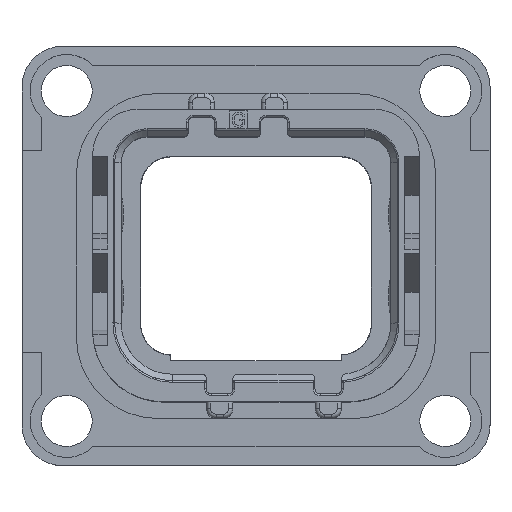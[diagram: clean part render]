
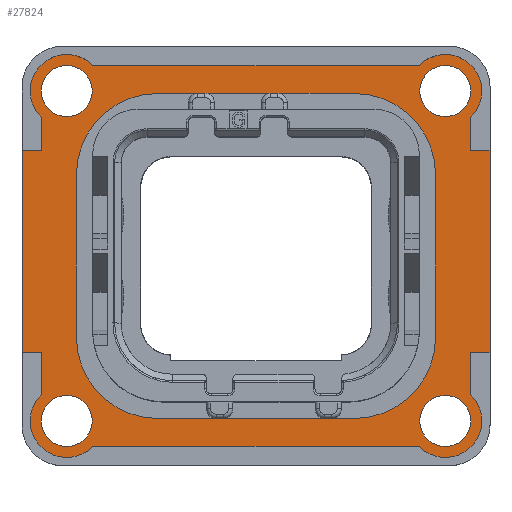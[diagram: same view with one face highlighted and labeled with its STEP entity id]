
A CAD part, top view. The second image highlights one B-rep face of the part: STEP entity #27824.
In plain terms, the highlighted planar face has unit normal (0, 0, 1).
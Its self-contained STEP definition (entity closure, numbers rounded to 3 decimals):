
#97=DIRECTION('',(0.,-1.,0.));
#98=VECTOR('',#97,12.45);
#99=CARTESIAN_POINT('',(-14.4,6.5,1.5));
#100=LINE('',#99,#98);
#160=CARTESIAN_POINT('',(-11.65,10.15,1.5));
#161=DIRECTION('',(0.,0.,1.));
#162=DIRECTION('',(0.716,0.698,0.));
#163=AXIS2_PLACEMENT_3D('',#160,#161,#162);
#173=CARTESIAN_POINT('',(11.65,10.15,1.5));
#174=DIRECTION('',(0.,0.,1.));
#175=DIRECTION('',(0.698,-0.716,0.));
#176=AXIS2_PLACEMENT_3D('',#173,#174,#175);
#183=DIRECTION('',(0.,1.,0.));
#184=VECTOR('',#183,2.588);
#185=CARTESIAN_POINT('',(13.22,-8.538,1.5));
#186=LINE('',#185,#184);
#187=DIRECTION('',(1.,0.,0.));
#188=VECTOR('',#187,20.077);
#189=CARTESIAN_POINT('',(-10.038,-11.72,1.5));
#190=LINE('',#189,#188);
#191=DIRECTION('',(0.,-1.,0.));
#192=VECTOR('',#191,2.588);
#193=CARTESIAN_POINT('',(-13.22,-5.95,1.5));
#194=LINE('',#193,#192);
#195=DIRECTION('',(1.,0.,0.));
#196=VECTOR('',#195,1.18);
#197=CARTESIAN_POINT('',(-14.4,-5.95,1.5));
#198=LINE('',#197,#196);
#199=DIRECTION('',(-1.,0.,0.));
#200=VECTOR('',#199,1.18);
#201=CARTESIAN_POINT('',(-13.22,6.5,1.5));
#202=LINE('',#201,#200);
#203=DIRECTION('',(0.,-1.,0.));
#204=VECTOR('',#203,2.038);
#205=CARTESIAN_POINT('',(-13.22,8.538,1.5));
#206=LINE('',#205,#204);
#207=DIRECTION('',(-1.,0.,0.));
#208=VECTOR('',#207,20.077);
#209=CARTESIAN_POINT('',(10.038,11.72,1.5));
#210=LINE('',#209,#208);
#211=DIRECTION('',(0.,1.,0.));
#212=VECTOR('',#211,2.038);
#213=CARTESIAN_POINT('',(13.22,6.5,1.5));
#214=LINE('',#213,#212);
#215=DIRECTION('',(-1.,0.,0.));
#216=VECTOR('',#215,1.18);
#217=CARTESIAN_POINT('',(14.4,6.5,1.5));
#218=LINE('',#217,#216);
#219=DIRECTION('',(1.,0.,0.));
#220=VECTOR('',#219,1.18);
#221=CARTESIAN_POINT('',(13.22,-5.95,1.5));
#222=LINE('',#221,#220);
#223=CARTESIAN_POINT('',(11.65,-10.15,1.5));
#224=DIRECTION('',(0.,0.,1.));
#225=DIRECTION('',(-1.,0.,0.));
#226=AXIS2_PLACEMENT_3D('',#223,#224,#225);
#228=CARTESIAN_POINT('',(-11.65,-10.15,1.5));
#229=DIRECTION('',(0.,0.,1.));
#230=DIRECTION('',(-1.,0.,0.));
#231=AXIS2_PLACEMENT_3D('',#228,#229,#230);
#233=CARTESIAN_POINT('',(-11.65,10.15,1.5));
#234=DIRECTION('',(0.,0.,1.));
#235=DIRECTION('',(1.,0.,0.));
#236=AXIS2_PLACEMENT_3D('',#233,#234,#235);
#238=CARTESIAN_POINT('',(11.65,10.15,1.5));
#239=DIRECTION('',(0.,0.,1.));
#240=DIRECTION('',(1.,0.,0.));
#241=AXIS2_PLACEMENT_3D('',#238,#239,#240);
#243=CARTESIAN_POINT('',(6.05,5.,1.5));
#244=DIRECTION('',(0.,0.,-1.));
#245=DIRECTION('',(0.,1.,0.));
#246=AXIS2_PLACEMENT_3D('',#243,#244,#245);
#248=DIRECTION('',(1.,0.,0.));
#249=VECTOR('',#248,12.1);
#250=CARTESIAN_POINT('',(-6.05,10.,1.5));
#251=LINE('',#250,#249);
#252=CARTESIAN_POINT('',(-6.05,5.,1.5));
#253=DIRECTION('',(0.,0.,-1.));
#254=DIRECTION('',(-1.,0.,0.));
#255=AXIS2_PLACEMENT_3D('',#252,#253,#254);
#257=DIRECTION('',(0.,1.,0.));
#258=VECTOR('',#257,10.);
#259=CARTESIAN_POINT('',(-11.05,-5.,1.5));
#260=LINE('',#259,#258);
#261=CARTESIAN_POINT('',(-6.05,-5.,1.5));
#262=DIRECTION('',(0.,0.,-1.));
#263=DIRECTION('',(0.,-1.,0.));
#264=AXIS2_PLACEMENT_3D('',#261,#262,#263);
#266=DIRECTION('',(-1.,0.,0.));
#267=VECTOR('',#266,12.1);
#268=CARTESIAN_POINT('',(6.05,-10.,1.5));
#269=LINE('',#268,#267);
#270=CARTESIAN_POINT('',(6.05,-5.,1.5));
#271=DIRECTION('',(0.,0.,-1.));
#272=DIRECTION('',(1.,0.,0.));
#273=AXIS2_PLACEMENT_3D('',#270,#271,#272);
#275=DIRECTION('',(0.,-1.,0.));
#276=VECTOR('',#275,10.);
#277=CARTESIAN_POINT('',(11.05,5.,1.5));
#278=LINE('',#277,#276);
#283=CARTESIAN_POINT('',(11.65,-10.15,1.5));
#284=DIRECTION('',(0.,0.,1.));
#285=DIRECTION('',(-0.716,-0.698,0.));
#286=AXIS2_PLACEMENT_3D('',#283,#284,#285);
#340=CARTESIAN_POINT('',(-11.65,-10.15,1.5));
#341=DIRECTION('',(0.,0.,1.));
#342=DIRECTION('',(-0.698,0.716,0.));
#343=AXIS2_PLACEMENT_3D('',#340,#341,#342);
#369=DIRECTION('',(0.,1.,0.));
#370=VECTOR('',#369,12.45);
#371=CARTESIAN_POINT('',(14.4,-5.95,1.5));
#372=LINE('',#371,#370);
#425=CARTESIAN_POINT('',(11.65,-10.15,1.5));
#426=DIRECTION('',(0.,0.,1.));
#427=DIRECTION('',(1.,0.,0.));
#428=AXIS2_PLACEMENT_3D('',#425,#426,#427);
#430=CARTESIAN_POINT('',(-11.65,-10.15,1.5));
#431=DIRECTION('',(0.,0.,1.));
#432=DIRECTION('',(1.,0.,0.));
#433=AXIS2_PLACEMENT_3D('',#430,#431,#432);
#451=CARTESIAN_POINT('',(-11.65,10.15,1.5));
#452=DIRECTION('',(0.,0.,1.));
#453=DIRECTION('',(-1.,0.,0.));
#454=AXIS2_PLACEMENT_3D('',#451,#452,#453);
#456=CARTESIAN_POINT('',(11.65,10.15,1.5));
#457=DIRECTION('',(0.,0.,1.));
#458=DIRECTION('',(-1.,0.,0.));
#459=AXIS2_PLACEMENT_3D('',#456,#457,#458);
#23599=CARTESIAN_POINT('',(-6.05,10.,1.5));
#23600=CARTESIAN_POINT('',(6.05,10.,1.5));
#23601=VERTEX_POINT('',#23599);
#23602=VERTEX_POINT('',#23600);
#23603=CARTESIAN_POINT('',(11.05,-5.,1.5));
#23604=CARTESIAN_POINT('',(6.05,-10.,1.5));
#23605=VERTEX_POINT('',#23603);
#23606=VERTEX_POINT('',#23604);
#23607=CARTESIAN_POINT('',(11.05,5.,1.5));
#23608=VERTEX_POINT('',#23607);
#23609=CARTESIAN_POINT('',(-11.05,5.,1.5));
#23610=VERTEX_POINT('',#23609);
#23611=CARTESIAN_POINT('',(-11.05,-5.,1.5));
#23612=VERTEX_POINT('',#23611);
#23613=CARTESIAN_POINT('',(-6.05,-10.,1.5));
#23614=VERTEX_POINT('',#23613);
#23645=CARTESIAN_POINT('',(14.4,-5.95,1.5));
#23646=CARTESIAN_POINT('',(14.4,6.5,1.5));
#23647=VERTEX_POINT('',#23645);
#23648=VERTEX_POINT('',#23646);
#23649=CARTESIAN_POINT('',(-14.4,6.5,1.5));
#23650=CARTESIAN_POINT('',(-14.4,-5.95,1.5));
#23651=VERTEX_POINT('',#23649);
#23652=VERTEX_POINT('',#23650);
#23653=CARTESIAN_POINT('',(10.08,10.15,1.5));
#23654=VERTEX_POINT('',#23653);
#23655=CARTESIAN_POINT('',(-10.08,10.15,1.5));
#23656=VERTEX_POINT('',#23655);
#23657=CARTESIAN_POINT('',(-10.08,-10.15,1.5));
#23658=VERTEX_POINT('',#23657);
#23659=CARTESIAN_POINT('',(10.08,-10.15,1.5));
#23660=VERTEX_POINT('',#23659);
#23661=CARTESIAN_POINT('',(-13.22,6.5,1.5));
#23662=VERTEX_POINT('',#23661);
#23663=CARTESIAN_POINT('',(13.22,6.5,1.5));
#23664=VERTEX_POINT('',#23663);
#23665=CARTESIAN_POINT('',(-13.22,-5.95,1.5));
#23666=VERTEX_POINT('',#23665);
#23981=CARTESIAN_POINT('',(13.22,-5.95,1.5));
#23982=VERTEX_POINT('',#23981);
#24308=CARTESIAN_POINT('',(13.22,8.538,1.5));
#24310=VERTEX_POINT('',#24308);
#24312=CARTESIAN_POINT('',(-10.038,-11.72,1.5));
#24314=VERTEX_POINT('',#24312);
#24316=CARTESIAN_POINT('',(10.038,-11.72,1.5));
#24318=VERTEX_POINT('',#24316);
#24320=CARTESIAN_POINT('',(-13.22,-8.538,1.5));
#24322=VERTEX_POINT('',#24320);
#24324=CARTESIAN_POINT('',(-10.038,11.72,1.5));
#24326=VERTEX_POINT('',#24324);
#24328=CARTESIAN_POINT('',(10.038,11.72,1.5));
#24330=VERTEX_POINT('',#24328);
#24332=CARTESIAN_POINT('',(-13.22,8.538,1.5));
#24334=VERTEX_POINT('',#24332);
#24336=CARTESIAN_POINT('',(13.22,-8.538,1.5));
#24338=VERTEX_POINT('',#24336);
#24340=CARTESIAN_POINT('',(13.22,10.15,1.5));
#24341=VERTEX_POINT('',#24340);
#24342=CARTESIAN_POINT('',(-13.22,10.15,1.5));
#24343=VERTEX_POINT('',#24342);
#24344=CARTESIAN_POINT('',(-13.22,-10.15,1.5));
#24345=VERTEX_POINT('',#24344);
#24346=CARTESIAN_POINT('',(13.22,-10.15,1.5));
#24347=VERTEX_POINT('',#24346);
#27747=CARTESIAN_POINT('',(0.,0.,1.5));
#27748=DIRECTION('',(0.,0.,1.));
#27749=DIRECTION('',(1.,0.,0.));
#27750=AXIS2_PLACEMENT_3D('',#27747,#27748,#27749);
#27751=PLANE('',#27750);
#27753=ORIENTED_EDGE('',*,*,#27752,.F.);
#27755=ORIENTED_EDGE('',*,*,#27754,.F.);
#27757=ORIENTED_EDGE('',*,*,#27756,.F.);
#27759=ORIENTED_EDGE('',*,*,#27758,.F.);
#27761=ORIENTED_EDGE('',*,*,#27760,.F.);
#27763=ORIENTED_EDGE('',*,*,#27762,.F.);
#27764=ORIENTED_EDGE('',*,*,#27660,.F.);
#27766=ORIENTED_EDGE('',*,*,#27765,.F.);
#27768=ORIENTED_EDGE('',*,*,#27767,.F.);
#27769=ORIENTED_EDGE('',*,*,#27712,.F.);
#27770=ORIENTED_EDGE('',*,*,#27728,.F.);
#27771=ORIENTED_EDGE('',*,*,#27738,.F.);
#27773=ORIENTED_EDGE('',*,*,#27772,.F.);
#27775=ORIENTED_EDGE('',*,*,#27774,.F.);
#27777=ORIENTED_EDGE('',*,*,#27776,.F.);
#27779=ORIENTED_EDGE('',*,*,#27778,.F.);
#27780=EDGE_LOOP('',(#27753,#27755,#27757,#27759,#27761,#27763,#27764,#27766,
#27768,#27769,#27770,#27771,#27773,#27775,#27777,#27779));
#27781=FACE_OUTER_BOUND('',#27780,.F.);
#27783=ORIENTED_EDGE('',*,*,#27782,.T.);
#27785=ORIENTED_EDGE('',*,*,#27784,.T.);
#27786=EDGE_LOOP('',(#27783,#27785));
#27787=FACE_BOUND('',#27786,.F.);
#27789=ORIENTED_EDGE('',*,*,#27788,.T.);
#27791=ORIENTED_EDGE('',*,*,#27790,.T.);
#27792=EDGE_LOOP('',(#27789,#27791));
#27793=FACE_BOUND('',#27792,.F.);
#27795=ORIENTED_EDGE('',*,*,#27794,.T.);
#27797=ORIENTED_EDGE('',*,*,#27796,.T.);
#27798=EDGE_LOOP('',(#27795,#27797));
#27799=FACE_BOUND('',#27798,.F.);
#27801=ORIENTED_EDGE('',*,*,#27800,.T.);
#27803=ORIENTED_EDGE('',*,*,#27802,.T.);
#27804=EDGE_LOOP('',(#27801,#27803));
#27805=FACE_BOUND('',#27804,.F.);
#27807=ORIENTED_EDGE('',*,*,#27806,.F.);
#27809=ORIENTED_EDGE('',*,*,#27808,.F.);
#27811=ORIENTED_EDGE('',*,*,#27810,.F.);
#27813=ORIENTED_EDGE('',*,*,#27812,.F.);
#27815=ORIENTED_EDGE('',*,*,#27814,.F.);
#27817=ORIENTED_EDGE('',*,*,#27816,.F.);
#27819=ORIENTED_EDGE('',*,*,#27818,.F.);
#27821=ORIENTED_EDGE('',*,*,#27820,.F.);
#27822=EDGE_LOOP('',(#27807,#27809,#27811,#27813,#27815,#27817,#27819,#27821));
#27823=FACE_BOUND('',#27822,.F.);
#27824=ADVANCED_FACE('',(#27781,#27787,#27793,#27799,#27805,#27823),#27751,.T.);
#164=CIRCLE('',#163,2.25);
#177=CIRCLE('',#176,2.25);
#227=CIRCLE('',#226,1.57);
#232=CIRCLE('',#231,1.57);
#237=CIRCLE('',#236,1.57);
#242=CIRCLE('',#241,1.57);
#247=CIRCLE('',#246,5.);
#256=CIRCLE('',#255,5.);
#265=CIRCLE('',#264,5.);
#274=CIRCLE('',#273,5.);
#287=CIRCLE('',#286,2.25);
#344=CIRCLE('',#343,2.25);
#429=CIRCLE('',#428,1.57);
#434=CIRCLE('',#433,1.57);
#455=CIRCLE('',#454,1.57);
#460=CIRCLE('',#459,1.57);
#27660=EDGE_CURVE('',#23651,#23652,#100,.T.);
#27712=EDGE_CURVE('',#24326,#24334,#164,.T.);
#27728=EDGE_CURVE('',#24330,#24326,#210,.T.);
#27738=EDGE_CURVE('',#24310,#24330,#177,.T.);
#27752=EDGE_CURVE('',#24338,#23982,#186,.T.);
#27754=EDGE_CURVE('',#24318,#24338,#287,.T.);
#27756=EDGE_CURVE('',#24314,#24318,#190,.T.);
#27758=EDGE_CURVE('',#24322,#24314,#344,.T.);
#27760=EDGE_CURVE('',#23666,#24322,#194,.T.);
#27762=EDGE_CURVE('',#23652,#23666,#198,.T.);
#27765=EDGE_CURVE('',#23662,#23651,#202,.T.);
#27767=EDGE_CURVE('',#24334,#23662,#206,.T.);
#27772=EDGE_CURVE('',#23664,#24310,#214,.T.);
#27774=EDGE_CURVE('',#23648,#23664,#218,.T.);
#27776=EDGE_CURVE('',#23647,#23648,#372,.T.);
#27778=EDGE_CURVE('',#23982,#23647,#222,.T.);
#27782=EDGE_CURVE('',#23660,#24347,#227,.T.);
#27784=EDGE_CURVE('',#24347,#23660,#429,.T.);
#27788=EDGE_CURVE('',#23658,#24345,#434,.T.);
#27790=EDGE_CURVE('',#24345,#23658,#232,.T.);
#27794=EDGE_CURVE('',#23656,#24343,#237,.T.);
#27796=EDGE_CURVE('',#24343,#23656,#455,.T.);
#27800=EDGE_CURVE('',#23654,#24341,#460,.T.);
#27802=EDGE_CURVE('',#24341,#23654,#242,.T.);
#27806=EDGE_CURVE('',#23602,#23608,#247,.T.);
#27808=EDGE_CURVE('',#23601,#23602,#251,.T.);
#27810=EDGE_CURVE('',#23610,#23601,#256,.T.);
#27812=EDGE_CURVE('',#23612,#23610,#260,.T.);
#27814=EDGE_CURVE('',#23614,#23612,#265,.T.);
#27816=EDGE_CURVE('',#23606,#23614,#269,.T.);
#27818=EDGE_CURVE('',#23605,#23606,#274,.T.);
#27820=EDGE_CURVE('',#23608,#23605,#278,.T.);
